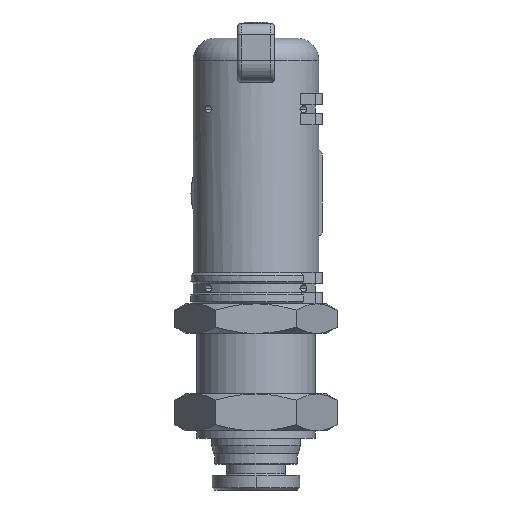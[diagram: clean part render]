
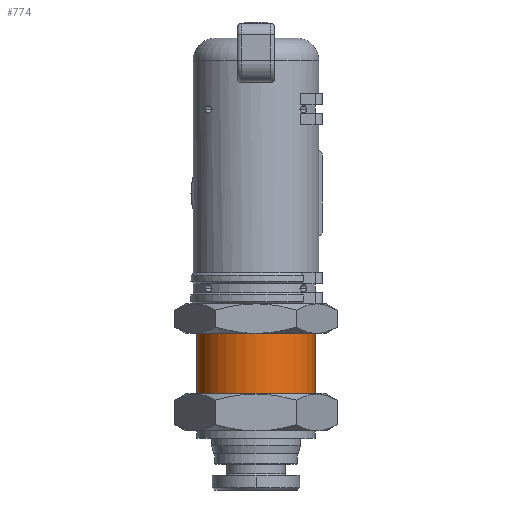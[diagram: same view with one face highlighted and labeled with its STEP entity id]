
A CAD part, front view. The second image highlights one B-rep face of the part: STEP entity #774.
In plain terms, the highlighted cylindrical face has radius 8 mm (diameter 16 mm), a partial arc.
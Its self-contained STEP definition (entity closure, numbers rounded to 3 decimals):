
#733=CARTESIAN_POINT('',(0.0,-5.875,-18.675));
#734=DIRECTION('',(0.0,0.0,1.0));
#735=DIRECTION('',(1.0,0.0,0.0));
#736=AXIS2_PLACEMENT_3D('',#733,#734,#735);
#737=CYLINDRICAL_SURFACE('',#736,8.0);
#738=CARTESIAN_POINT('',(8.0,-5.875,-10.475));
#739=VERTEX_POINT('',#738);
#740=CARTESIAN_POINT('',(8.0,-5.875,-18.675));
#741=VERTEX_POINT('',#740);
#742=CARTESIAN_POINT('',(8.0,-5.875,-10.475));
#743=DIRECTION('',(0.0,0.0,-1.0));
#744=VECTOR('',#743,8.2);
#745=LINE('',#742,#744);
#746=EDGE_CURVE('',#739,#741,#745,.T.);
#747=ORIENTED_EDGE('',*,*,#746,.F.);
#748=CARTESIAN_POINT('',(-8.0,-5.875,-10.475));
#749=VERTEX_POINT('',#748);
#750=CARTESIAN_POINT('',(0.0,-5.875,-10.475));
#751=DIRECTION('',(0.0,0.0,-1.0));
#752=DIRECTION('',(1.0,0.0,0.0));
#753=AXIS2_PLACEMENT_3D('',#750,#751,#752);
#754=CIRCLE('',#753,8.0);
#755=EDGE_CURVE('',#739,#749,#754,.T.);
#756=ORIENTED_EDGE('',*,*,#755,.T.);
#757=CARTESIAN_POINT('',(-8.0,-5.875,-18.675));
#758=VERTEX_POINT('',#757);
#759=CARTESIAN_POINT('',(-8.0,-5.875,-10.475));
#760=DIRECTION('',(0.0,0.0,-1.0));
#761=VECTOR('',#760,8.2);
#762=LINE('',#759,#761);
#763=EDGE_CURVE('',#749,#758,#762,.T.);
#764=ORIENTED_EDGE('',*,*,#763,.T.);
#765=CARTESIAN_POINT('',(0.0,-5.875,-18.675));
#766=DIRECTION('',(0.0,0.0,-1.0));
#767=DIRECTION('',(1.0,0.0,0.0));
#768=AXIS2_PLACEMENT_3D('',#765,#766,#767);
#769=CIRCLE('',#768,8.0);
#770=EDGE_CURVE('',#741,#758,#769,.T.);
#771=ORIENTED_EDGE('',*,*,#770,.F.);
#772=EDGE_LOOP('',(#747,#756,#764,#771));
#773=FACE_OUTER_BOUND('',#772,.T.);
#774=ADVANCED_FACE('',(#773),#737,.T.);
